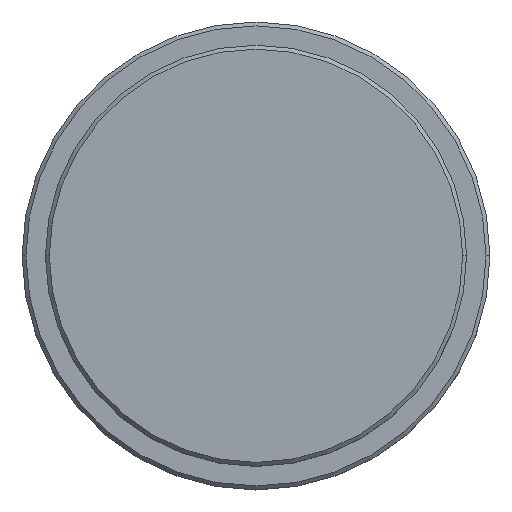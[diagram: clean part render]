
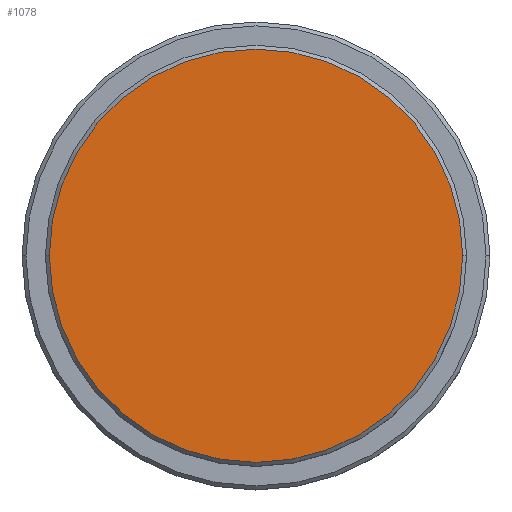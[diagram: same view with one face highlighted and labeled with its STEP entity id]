
A CAD part, top view. The second image highlights one B-rep face of the part: STEP entity #1078.
In plain terms, the highlighted planar face has unit normal (0, 0, 1).
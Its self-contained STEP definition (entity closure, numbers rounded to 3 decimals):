
#21 = VERTEX_POINT ( 'NONE', #149 ) ;
#138 = CIRCLE ( 'NONE', #1041, 26.5 ) ;
#149 = CARTESIAN_POINT ( 'NONE',  ( -26.5, 0., 0. ) ) ;
#171 = ORIENTED_EDGE ( 'NONE', *, *, #463, .T. ) ;
#197 = FACE_OUTER_BOUND ( 'NONE', #553, .T. ) ;
#284 = AXIS2_PLACEMENT_3D ( 'NONE', #696, #1126, #913 ) ;
#360 = DIRECTION ( 'NONE',  ( 0., 0., 1. ) ) ;
#364 = EDGE_CURVE ( 'NONE', #697, #21, #138, .T. ) ;
#463 = EDGE_CURVE ( 'NONE', #21, #697, #701, .T. ) ;
#553 = EDGE_LOOP ( 'NONE', ( #171, #1293 ) ) ;
#645 = CARTESIAN_POINT ( 'NONE',  ( 26.5, 0., 0. ) ) ;
#696 = CARTESIAN_POINT ( 'NONE',  ( 0., 0., 0. ) ) ;
#697 = VERTEX_POINT ( 'NONE', #645 ) ;
#701 = CIRCLE ( 'NONE', #284, 26.5 ) ;
#797 = DIRECTION ( 'NONE',  ( 1., 0., 0. ) ) ;
#866 = PLANE ( 'NONE',  #1217 ) ;
#889 = CARTESIAN_POINT ( 'NONE',  ( 0., 0., 0. ) ) ;
#913 = DIRECTION ( 'NONE',  ( 1., 0., 0. ) ) ;
#990 = DIRECTION ( 'NONE',  ( 0., 0., 1. ) ) ;
#1041 = AXIS2_PLACEMENT_3D ( 'NONE', #1098, #360, #797 ) ;
#1075 = DIRECTION ( 'NONE',  ( 1., 0., 0. ) ) ;
#1078 = ADVANCED_FACE ( 'NONE', ( #197 ), #866, .T. ) ;
#1098 = CARTESIAN_POINT ( 'NONE',  ( 0., 0., 0. ) ) ;
#1126 = DIRECTION ( 'NONE',  ( 0., 0., 1. ) ) ;
#1217 = AXIS2_PLACEMENT_3D ( 'NONE', #889, #990, #1075 ) ;
#1293 = ORIENTED_EDGE ( 'NONE', *, *, #364, .T. ) ;
